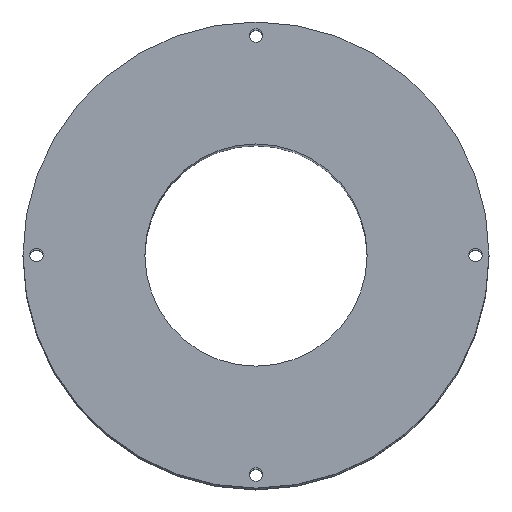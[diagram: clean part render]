
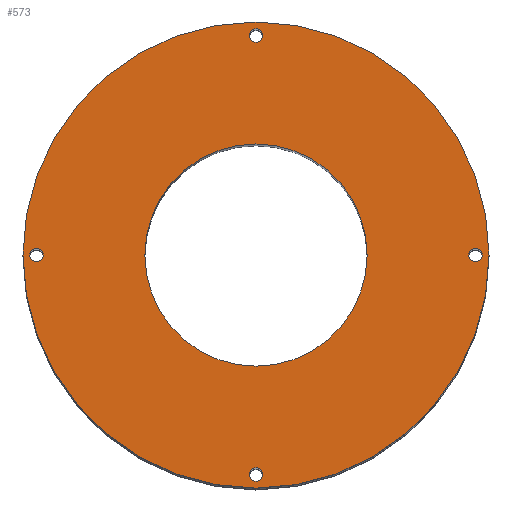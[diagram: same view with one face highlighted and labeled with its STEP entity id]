
A CAD part, top view. The second image highlights one B-rep face of the part: STEP entity #573.
In plain terms, the highlighted planar face has unit normal (0, 0, 1).
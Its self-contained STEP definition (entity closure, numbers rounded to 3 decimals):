
#31=FACE_BOUND('',#127,.T.);
#32=FACE_BOUND('',#128,.T.);
#33=FACE_BOUND('',#129,.T.);
#34=FACE_BOUND('',#130,.T.);
#35=FACE_BOUND('',#131,.T.);
#49=PLANE('',#653);
#80=FACE_OUTER_BOUND('',#126,.T.);
#126=EDGE_LOOP('',(#508));
#127=EDGE_LOOP('',(#509));
#128=EDGE_LOOP('',(#510));
#129=EDGE_LOOP('',(#511));
#130=EDGE_LOOP('',(#512));
#131=EDGE_LOOP('',(#513));
#159=CIRCLE('',#631,1.265);
#160=CIRCLE('',#633,1.265);
#161=CIRCLE('',#635,1.265);
#162=CIRCLE('',#637,1.265);
#163=CIRCLE('',#639,20.5);
#169=CIRCLE('',#647,43.);
#278=VERTEX_POINT('',#1241);
#279=VERTEX_POINT('',#1245);
#280=VERTEX_POINT('',#1249);
#281=VERTEX_POINT('',#1253);
#282=VERTEX_POINT('',#1257);
#288=VERTEX_POINT('',#1274);
#343=EDGE_CURVE('',#278,#278,#159,.T.);
#345=EDGE_CURVE('',#279,#279,#160,.T.);
#347=EDGE_CURVE('',#280,#280,#161,.T.);
#349=EDGE_CURVE('',#281,#281,#162,.T.);
#351=EDGE_CURVE('',#282,#282,#163,.T.);
#361=EDGE_CURVE('',#288,#288,#169,.T.);
#508=ORIENTED_EDGE('',*,*,#361,.T.);
#509=ORIENTED_EDGE('',*,*,#343,.T.);
#510=ORIENTED_EDGE('',*,*,#345,.T.);
#511=ORIENTED_EDGE('',*,*,#347,.T.);
#512=ORIENTED_EDGE('',*,*,#349,.T.);
#513=ORIENTED_EDGE('',*,*,#351,.T.);
#573=ADVANCED_FACE('',(#80,#31,#32,#33,#34,#35),#49,.T.);
#631=AXIS2_PLACEMENT_3D('',#1242,#753,#754);
#633=AXIS2_PLACEMENT_3D('',#1246,#758,#759);
#635=AXIS2_PLACEMENT_3D('',#1250,#763,#764);
#637=AXIS2_PLACEMENT_3D('',#1254,#768,#769);
#639=AXIS2_PLACEMENT_3D('',#1258,#773,#774);
#647=AXIS2_PLACEMENT_3D('',#1276,#793,#794);
#653=AXIS2_PLACEMENT_3D('',#1288,#808,#809);
#753=DIRECTION('center_axis',(0.,0.,-1.));
#754=DIRECTION('ref_axis',(1.,0.,0.));
#758=DIRECTION('center_axis',(0.,0.,-1.));
#759=DIRECTION('ref_axis',(1.,0.,0.));
#763=DIRECTION('center_axis',(0.,0.,-1.));
#764=DIRECTION('ref_axis',(1.,0.,0.));
#768=DIRECTION('center_axis',(0.,0.,-1.));
#769=DIRECTION('ref_axis',(1.,0.,0.));
#773=DIRECTION('center_axis',(0.,0.,-1.));
#774=DIRECTION('ref_axis',(-1.,0.,0.));
#793=DIRECTION('center_axis',(0.,0.,1.));
#794=DIRECTION('ref_axis',(-1.,0.,0.));
#808=DIRECTION('center_axis',(0.,0.,1.));
#809=DIRECTION('ref_axis',(-1.,0.,0.));
#1241=CARTESIAN_POINT('',(-1.265,40.5,200.));
#1242=CARTESIAN_POINT('Origin',(0.,40.5,200.));
#1245=CARTESIAN_POINT('',(-41.765,0.,200.));
#1246=CARTESIAN_POINT('Origin',(-40.5,0.,200.));
#1249=CARTESIAN_POINT('',(-1.265,-40.5,200.));
#1250=CARTESIAN_POINT('Origin',(0.,-40.5,200.));
#1253=CARTESIAN_POINT('',(39.236,0.,200.));
#1254=CARTESIAN_POINT('Origin',(40.5,0.,200.));
#1257=CARTESIAN_POINT('',(20.5,0.,200.));
#1258=CARTESIAN_POINT('Origin',(0.,0.,200.));
#1274=CARTESIAN_POINT('',(43.,0.,200.));
#1276=CARTESIAN_POINT('Origin',(0.,0.,200.));
#1288=CARTESIAN_POINT('Origin',(0.,0.,200.));
